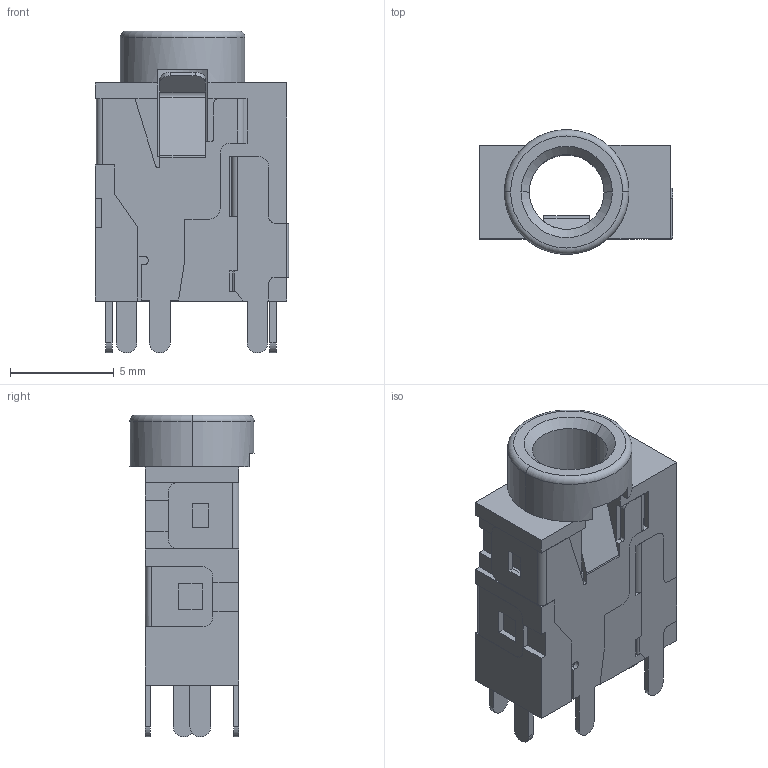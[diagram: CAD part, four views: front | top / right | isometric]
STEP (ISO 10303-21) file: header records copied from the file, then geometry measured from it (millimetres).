
FILE_DESCRIPTION (( 'STEP AP214' ), '1' );
FILE_NAME ('STX-3790-5N_rA5.STEP', '2015-01-14T18:12:30', ( '' ), ( '' ), 'SwSTEP 2.0', 'SolidWorks 2014', '' );
FILE_SCHEMA (( 'AUTOMOTIVE_DESIGN' ));
Length unit declared in the file: millimetre
Products named in the file (1): STX-3790-5N_rA5
Bounding box: 9.3 x 6 x 15.5 mm (x, y, z)
Volume: 295.7 mm3; surface area: 685.6 mm2
Topology: 1 solids, 1 shells, 217 faces, 603 edges, 389 vertices
Faces by surface type: plane 173, cylinder 40, cone 2, torus 2
Entity records: 7899 total; most frequent: CARTESIAN_POINT 1210, ORIENTED_EDGE 1206, DIRECTION 1146, EDGE_CURVE 603, VECTOR 496, LINE 496, VERTEX_POINT 389, AXIS2_PLACEMENT_3D 325
